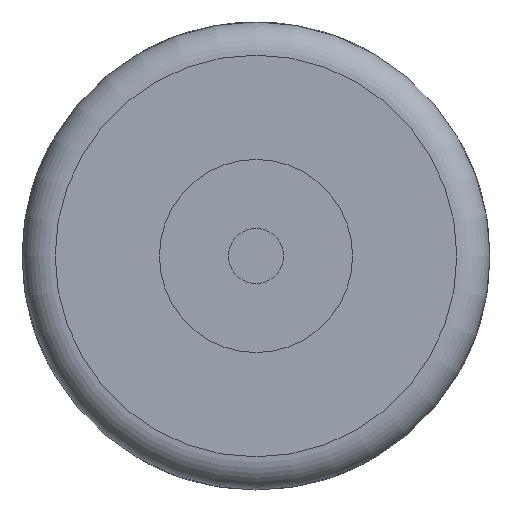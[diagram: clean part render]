
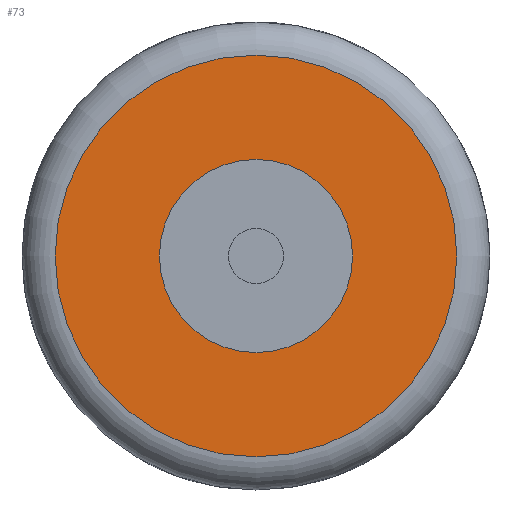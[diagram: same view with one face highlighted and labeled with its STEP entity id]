
A CAD part, left-side view. The second image highlights one B-rep face of the part: STEP entity #73.
In plain terms, the highlighted planar face has unit normal (-1, 0, 0).
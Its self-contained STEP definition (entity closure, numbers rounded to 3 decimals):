
#73 = ADVANCED_FACE( '', ( #180, #181 ), #182, .F. );
#180 = FACE_OUTER_BOUND( '', #333, .T. );
#181 = FACE_BOUND( '', #334, .T. );
#182 = PLANE( '', #335 );
#333 = EDGE_LOOP( '', ( #492 ) );
#334 = EDGE_LOOP( '', ( #493 ) );
#335 = AXIS2_PLACEMENT_3D( '', #494, #495, #496 );
#492 = ORIENTED_EDGE( '', *, *, #823, .T. );
#493 = ORIENTED_EDGE( '', *, *, #824, .F. );
#494 = CARTESIAN_POINT( '', ( -59., 0., 21.2 ) );
#495 = DIRECTION( '', ( 1., 0., 0. ) );
#496 = DIRECTION( '', ( 0., 0., -1. ) );
#823 = EDGE_CURVE( '', #960, #960, #961, .F. );
#824 = EDGE_CURVE( '', #962, #962, #963, .T. );
#960 = VERTEX_POINT( '', #1155 );
#961 = CIRCLE( '', #1156, 18.2 );
#962 = VERTEX_POINT( '', #1157 );
#963 = CIRCLE( '', #1158, 8.75 );
#1155 = CARTESIAN_POINT( '', ( -59., 0., -18.2 ) );
#1156 = AXIS2_PLACEMENT_3D( '', #1652, #1653, #1654 );
#1157 = CARTESIAN_POINT( '', ( -59., 0., 8.75 ) );
#1158 = AXIS2_PLACEMENT_3D( '', #1655, #1656, #1657 );
#1652 = CARTESIAN_POINT( '', ( -59., 0., 0. ) );
#1653 = DIRECTION( '', ( 1., 0., 0. ) );
#1654 = DIRECTION( '', ( 0., 0., -1. ) );
#1655 = CARTESIAN_POINT( '', ( -59., 0., 0. ) );
#1656 = DIRECTION( '', ( -1., 0., 0. ) );
#1657 = DIRECTION( '', ( 0., 0., 1. ) );
